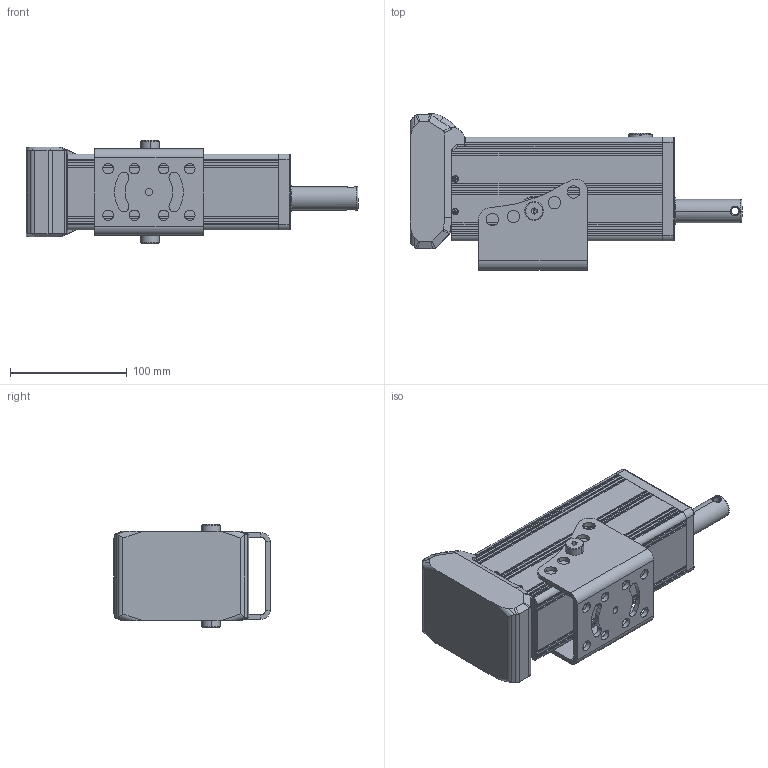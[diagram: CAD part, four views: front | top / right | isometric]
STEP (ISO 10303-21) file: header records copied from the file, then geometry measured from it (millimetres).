
FILE_DESCRIPTION (( 'STEP AP203' ), '1' );
FILE_NAME ('31104704_stp_-.step', '2024-10-22T09:51:44', ( '' ), ( '' ), 'SwSTEP 2.0', 'SolidWorks 2023', '' );
FILE_SCHEMA (( 'CONFIG_CONTROL_DESIGN' ));
Length unit declared in the file: millimetre
Products named in the file (19): Folientastatur; 31104704_stp_-; Flanschdose-09-0116-80-05; 15469; Zyl-Schr DIN912_M4x16; 15786_15.5; 31105338; 31105336_Standart; 16206; 15458_Standart; 15785; Zyl-Schr DIN912_M3x6; 31104584; 15971_Standart; Se-Schr ISO7046-1_M2.5x8; Se-Schr ISO7046-1_M2.5x6; 16207; Abstreifer AM45 20x28x3,5-5; 31105433_01
Assembly tree (27 placements, depth 2):
  31104704_stp_-
    31105336_Standart
    15458_Standart
    15469
    15785
    15786_15.5
    15971_Standart
    Abstreifer AM45 20x28x3,5-5
    16206
    16207
    Folientastatur
    Flanschdose-09-0116-80-05
    Zyl-Schr DIN912_M3x6  x2
    Zyl-Schr DIN912_M4x16  x2
    Se-Schr ISO7046-1_M2.5x8  x4
    31105338
    31105433_01  x2
    Se-Schr ISO7046-1_M2.5x6  x4
    31104584
Bounding box: 284.46 x 134.08 x 88.3 mm (x, y, z)
Volume: 723300.2 mm3; surface area: 269075 mm2
Topology: 27 solids, 27 shells, 1693 faces, 4193 edges, 2606 vertices
Faces by surface type: plane 779, cylinder 550, cone 198, torus 152, bspline 10, sphere 4
Entity records: 45307 total; most frequent: CARTESIAN_POINT 8765, DIRECTION 7472, ORIENTED_EDGE 6988, EDGE_CURVE 3494, AXIS2_PLACEMENT_3D 2735, VERTEX_POINT 2212, LINE 2002, VECTOR 2002
